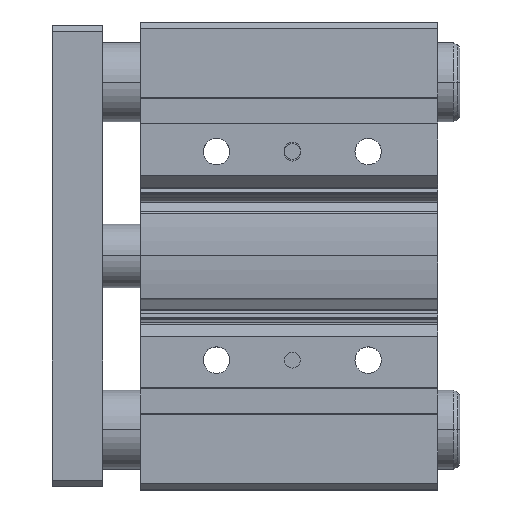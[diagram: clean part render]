
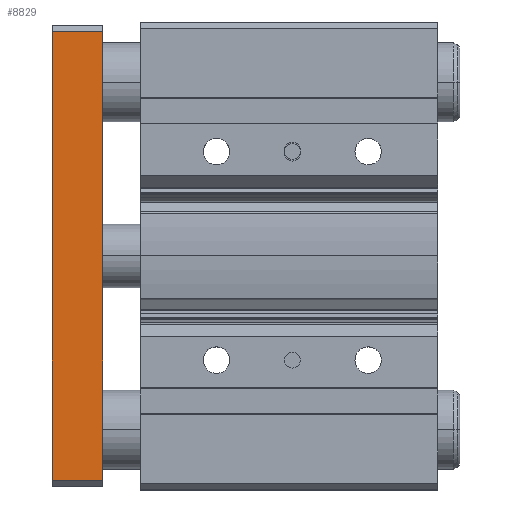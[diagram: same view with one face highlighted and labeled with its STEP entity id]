
A CAD part, top view. The second image highlights one B-rep face of the part: STEP entity #8829.
In plain terms, the highlighted planar face has unit normal (0, 0, 1).
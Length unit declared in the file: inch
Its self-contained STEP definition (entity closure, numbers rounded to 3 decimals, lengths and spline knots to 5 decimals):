
#285 = EDGE_LOOP ( 'NONE', ( #6371, #1926, #4809, #13059 ) ) ;
#752 = CARTESIAN_POINT ( 'NONE',  ( -1.10236, 2.79528, 1.1811 ) ) ;
#803 = CARTESIAN_POINT ( 'NONE',  ( -1.10236, -2.79528, 1.1811 ) ) ;
#1207 = EDGE_CURVE ( 'NONE', #4475, #2287, #13590, .T. ) ;
#1490 = CARTESIAN_POINT ( 'NONE',  ( -1.10236, 2.79528, 1.1811 ) ) ;
#1926 = ORIENTED_EDGE ( 'NONE', *, *, #12426, .F. ) ;
#2093 = CARTESIAN_POINT ( 'NONE',  ( -1.10236, -2.79528, 1.1811 ) ) ;
#2287 = VERTEX_POINT ( 'NONE', #9948 ) ;
#3025 = VECTOR ( 'NONE', #12195, 39.37008 ) ;
#3108 = PLANE ( 'NONE',  #8378 ) ;
#3996 = FACE_OUTER_BOUND ( 'NONE', #285, .T. ) ;
#4247 = VERTEX_POINT ( 'NONE', #5742 ) ;
#4259 = CARTESIAN_POINT ( 'NONE',  ( -0.47244, 2.79528, 1.1811 ) ) ;
#4475 = VERTEX_POINT ( 'NONE', #4259 ) ;
#4632 = CARTESIAN_POINT ( 'NONE',  ( -0.47244, 2.79528, 1.1811 ) ) ;
#4809 = ORIENTED_EDGE ( 'NONE', *, *, #6869, .T. ) ;
#5742 = CARTESIAN_POINT ( 'NONE',  ( -1.10236, 2.79528, 1.1811 ) ) ;
#6371 = ORIENTED_EDGE ( 'NONE', *, *, #1207, .F. ) ;
#6521 = CARTESIAN_POINT ( 'NONE',  ( -1.10236, 2.79528, 1.1811 ) ) ;
#6730 = LINE ( 'NONE', #2093, #13980 ) ;
#6869 = EDGE_CURVE ( 'NONE', #4247, #13556, #10260, .T. ) ;
#7645 = DIRECTION ( 'NONE',  ( 0., -1., 0. ) ) ;
#7799 = EDGE_CURVE ( 'NONE', #13556, #2287, #6730, .T. ) ;
#8378 = AXIS2_PLACEMENT_3D ( 'NONE', #752, #12014, #11131 ) ;
#8829 = ADVANCED_FACE ( 'NONE', ( #3996 ), #3108, .T. ) ;
#9948 = CARTESIAN_POINT ( 'NONE',  ( -0.47244, -2.79528, 1.1811 ) ) ;
#10260 = LINE ( 'NONE', #1490, #13949 ) ;
#11094 = LINE ( 'NONE', #6521, #3025 ) ;
#11131 = DIRECTION ( 'NONE',  ( 1., 0., 0. ) ) ;
#11152 = DIRECTION ( 'NONE',  ( 1., 0., 0. ) ) ;
#11738 = VECTOR ( 'NONE', #7645, 39.37008 ) ;
#12014 = DIRECTION ( 'NONE',  ( 0., 0., 1. ) ) ;
#12195 = DIRECTION ( 'NONE',  ( 1., 0., 0. ) ) ;
#12426 = EDGE_CURVE ( 'NONE', #4247, #4475, #11094, .T. ) ;
#12456 = DIRECTION ( 'NONE',  ( 0., -1., 0. ) ) ;
#13059 = ORIENTED_EDGE ( 'NONE', *, *, #7799, .T. ) ;
#13556 = VERTEX_POINT ( 'NONE', #803 ) ;
#13590 = LINE ( 'NONE', #4632, #11738 ) ;
#13949 = VECTOR ( 'NONE', #12456, 39.37008 ) ;
#13980 = VECTOR ( 'NONE', #11152, 39.37008 ) ;
